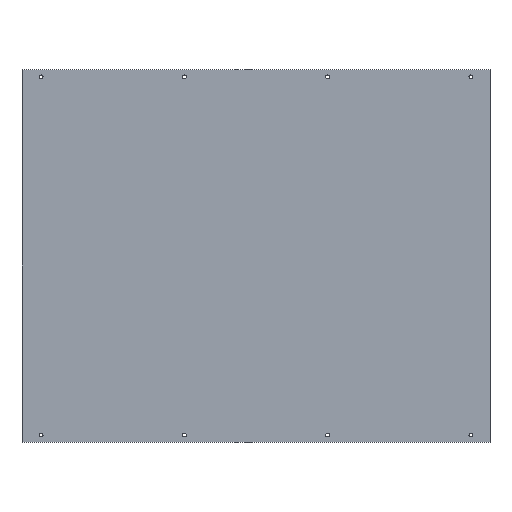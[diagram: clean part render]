
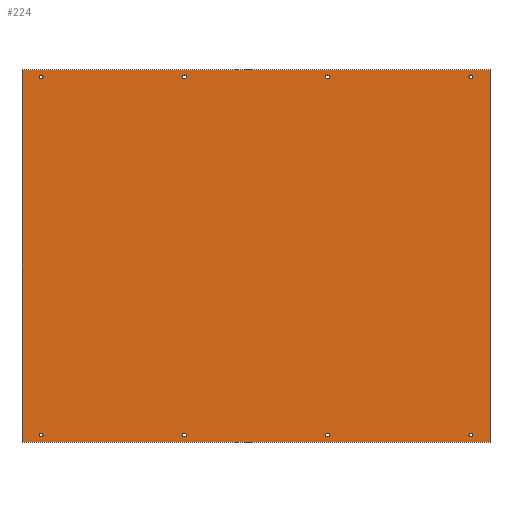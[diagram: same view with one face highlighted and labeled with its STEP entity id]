
A CAD part, top view. The second image highlights one B-rep face of the part: STEP entity #224.
In plain terms, the highlighted planar face has unit normal (0, 0, 1).
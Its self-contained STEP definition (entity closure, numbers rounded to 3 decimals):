
#24 = VERTEX_POINT('',#25);
#25 = CARTESIAN_POINT('',(0.,0.,15.));
#31 = EDGE_CURVE('',#24,#32,#34,.T.);
#32 = VERTEX_POINT('',#33);
#33 = CARTESIAN_POINT('',(490.,0.,15.));
#34 = LINE('',#35,#36);
#35 = CARTESIAN_POINT('',(0.,0.,15.));
#36 = VECTOR('',#37,1.);
#37 = DIRECTION('',(1.,0.,0.));
#64 = VERTEX_POINT('',#65);
#65 = CARTESIAN_POINT('',(0.,390.,15.));
#71 = EDGE_CURVE('',#64,#24,#72,.T.);
#72 = LINE('',#73,#74);
#73 = CARTESIAN_POINT('',(0.,390.,15.));
#74 = VECTOR('',#75,1.);
#75 = DIRECTION('',(0.,-1.,0.));
#93 = EDGE_CURVE('',#32,#94,#96,.T.);
#94 = VERTEX_POINT('',#95);
#95 = CARTESIAN_POINT('',(490.,390.,15.));
#96 = LINE('',#97,#98);
#97 = CARTESIAN_POINT('',(490.,0.,15.));
#98 = VECTOR('',#99,1.);
#99 = DIRECTION('',(0.,1.,0.));
#224 = ADVANCED_FACE('',(#225,#236,#247,#258,#269,#280,#291,#302,#313),
  #324,.T.);
#225 = FACE_BOUND('',#226,.T.);
#226 = EDGE_LOOP('',(#227,#228,#229,#235));
#227 = ORIENTED_EDGE('',*,*,#31,.T.);
#228 = ORIENTED_EDGE('',*,*,#93,.T.);
#229 = ORIENTED_EDGE('',*,*,#230,.T.);
#230 = EDGE_CURVE('',#94,#64,#231,.T.);
#231 = LINE('',#232,#233);
#232 = CARTESIAN_POINT('',(490.,390.,15.));
#233 = VECTOR('',#234,1.);
#234 = DIRECTION('',(-1.,0.,0.));
#235 = ORIENTED_EDGE('',*,*,#71,.T.);
#236 = FACE_BOUND('',#237,.T.);
#237 = EDGE_LOOP('',(#238));
#238 = ORIENTED_EDGE('',*,*,#239,.F.);
#239 = EDGE_CURVE('',#240,#240,#242,.T.);
#240 = VERTEX_POINT('',#241);
#241 = CARTESIAN_POINT('',(22.,7.5,15.));
#242 = CIRCLE('',#243,2.);
#243 = AXIS2_PLACEMENT_3D('',#244,#245,#246);
#244 = CARTESIAN_POINT('',(20.,7.5,15.));
#245 = DIRECTION('',(0.,0.,1.));
#246 = DIRECTION('',(1.,0.,0.));
#247 = FACE_BOUND('',#248,.T.);
#248 = EDGE_LOOP('',(#249));
#249 = ORIENTED_EDGE('',*,*,#250,.F.);
#250 = EDGE_CURVE('',#251,#251,#253,.T.);
#251 = VERTEX_POINT('',#252);
#252 = CARTESIAN_POINT('',(172.,7.5,15.));
#253 = CIRCLE('',#254,2.);
#254 = AXIS2_PLACEMENT_3D('',#255,#256,#257);
#255 = CARTESIAN_POINT('',(170.,7.5,15.));
#256 = DIRECTION('',(0.,0.,1.));
#257 = DIRECTION('',(1.,0.,0.));
#258 = FACE_BOUND('',#259,.T.);
#259 = EDGE_LOOP('',(#260));
#260 = ORIENTED_EDGE('',*,*,#261,.F.);
#261 = EDGE_CURVE('',#262,#262,#264,.T.);
#262 = VERTEX_POINT('',#263);
#263 = CARTESIAN_POINT('',(322.,7.5,15.));
#264 = CIRCLE('',#265,2.);
#265 = AXIS2_PLACEMENT_3D('',#266,#267,#268);
#266 = CARTESIAN_POINT('',(320.,7.5,15.));
#267 = DIRECTION('',(0.,0.,1.));
#268 = DIRECTION('',(1.,0.,0.));
#269 = FACE_BOUND('',#270,.T.);
#270 = EDGE_LOOP('',(#271));
#271 = ORIENTED_EDGE('',*,*,#272,.F.);
#272 = EDGE_CURVE('',#273,#273,#275,.T.);
#273 = VERTEX_POINT('',#274);
#274 = CARTESIAN_POINT('',(472.,7.5,15.));
#275 = CIRCLE('',#276,2.);
#276 = AXIS2_PLACEMENT_3D('',#277,#278,#279);
#277 = CARTESIAN_POINT('',(470.,7.5,15.));
#278 = DIRECTION('',(0.,0.,1.));
#279 = DIRECTION('',(1.,0.,0.));
#280 = FACE_BOUND('',#281,.T.);
#281 = EDGE_LOOP('',(#282));
#282 = ORIENTED_EDGE('',*,*,#283,.F.);
#283 = EDGE_CURVE('',#284,#284,#286,.T.);
#284 = VERTEX_POINT('',#285);
#285 = CARTESIAN_POINT('',(22.,382.5,15.));
#286 = CIRCLE('',#287,2.);
#287 = AXIS2_PLACEMENT_3D('',#288,#289,#290);
#288 = CARTESIAN_POINT('',(20.,382.5,15.));
#289 = DIRECTION('',(0.,0.,1.));
#290 = DIRECTION('',(1.,0.,0.));
#291 = FACE_BOUND('',#292,.T.);
#292 = EDGE_LOOP('',(#293));
#293 = ORIENTED_EDGE('',*,*,#294,.F.);
#294 = EDGE_CURVE('',#295,#295,#297,.T.);
#295 = VERTEX_POINT('',#296);
#296 = CARTESIAN_POINT('',(172.,382.5,15.));
#297 = CIRCLE('',#298,2.);
#298 = AXIS2_PLACEMENT_3D('',#299,#300,#301);
#299 = CARTESIAN_POINT('',(170.,382.5,15.));
#300 = DIRECTION('',(0.,0.,1.));
#301 = DIRECTION('',(1.,0.,0.));
#302 = FACE_BOUND('',#303,.T.);
#303 = EDGE_LOOP('',(#304));
#304 = ORIENTED_EDGE('',*,*,#305,.F.);
#305 = EDGE_CURVE('',#306,#306,#308,.T.);
#306 = VERTEX_POINT('',#307);
#307 = CARTESIAN_POINT('',(322.,382.5,15.));
#308 = CIRCLE('',#309,2.);
#309 = AXIS2_PLACEMENT_3D('',#310,#311,#312);
#310 = CARTESIAN_POINT('',(320.,382.5,15.));
#311 = DIRECTION('',(0.,0.,1.));
#312 = DIRECTION('',(1.,0.,0.));
#313 = FACE_BOUND('',#314,.T.);
#314 = EDGE_LOOP('',(#315));
#315 = ORIENTED_EDGE('',*,*,#316,.F.);
#316 = EDGE_CURVE('',#317,#317,#319,.T.);
#317 = VERTEX_POINT('',#318);
#318 = CARTESIAN_POINT('',(472.,382.5,15.));
#319 = CIRCLE('',#320,2.);
#320 = AXIS2_PLACEMENT_3D('',#321,#322,#323);
#321 = CARTESIAN_POINT('',(470.,382.5,15.));
#322 = DIRECTION('',(0.,0.,1.));
#323 = DIRECTION('',(1.,0.,0.));
#324 = PLANE('',#325);
#325 = AXIS2_PLACEMENT_3D('',#326,#327,#328);
#326 = CARTESIAN_POINT('',(245.,195.,15.));
#327 = DIRECTION('',(0.,0.,1.));
#328 = DIRECTION('',(1.,0.,0.));
